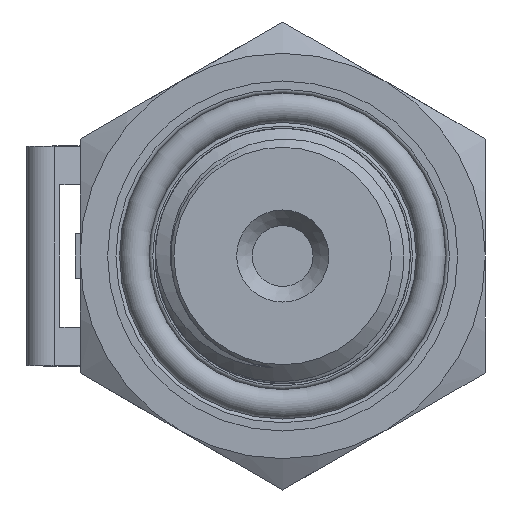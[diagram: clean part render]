
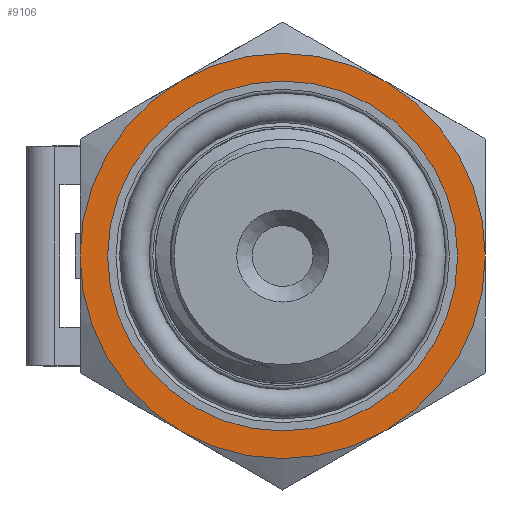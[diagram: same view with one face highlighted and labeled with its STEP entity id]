
A CAD part, left-side view. The second image highlights one B-rep face of the part: STEP entity #9106.
In plain terms, the highlighted planar face has unit normal (-1, 0, 0).
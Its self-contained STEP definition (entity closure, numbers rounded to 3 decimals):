
#435=FACE_BOUND('',#1544,.T.);
#507=PLANE('',#9490);
#985=FACE_OUTER_BOUND('',#1543,.T.);
#1543=EDGE_LOOP('',(#7820,#7821,#7822,#7823,#7824,#7825));
#1544=EDGE_LOOP('',(#7826));
#1789=CIRCLE('',#9423,11.);
#1790=CIRCLE('',#9425,11.);
#1791=CIRCLE('',#9427,11.);
#1792=CIRCLE('',#9429,11.);
#1793=CIRCLE('',#9431,11.);
#1794=CIRCLE('',#9433,11.);
#1822=CIRCLE('',#9489,9.5);
#4250=VERTEX_POINT('',#20790);
#4251=VERTEX_POINT('',#20794);
#4253=VERTEX_POINT('',#20801);
#4255=VERTEX_POINT('',#20811);
#4257=VERTEX_POINT('',#20824);
#4259=VERTEX_POINT('',#20834);
#4289=VERTEX_POINT('',#21748);
#5449=EDGE_CURVE('',#4250,#4251,#1789,.T.);
#5452=EDGE_CURVE('',#4253,#4250,#1790,.T.);
#5455=EDGE_CURVE('',#4255,#4253,#1791,.T.);
#5457=EDGE_CURVE('',#4257,#4255,#1792,.T.);
#5460=EDGE_CURVE('',#4259,#4257,#1793,.T.);
#5463=EDGE_CURVE('',#4251,#4259,#1794,.T.);
#5518=EDGE_CURVE('',#4289,#4289,#1822,.T.);
#7820=ORIENTED_EDGE('',*,*,#5463,.T.);
#7821=ORIENTED_EDGE('',*,*,#5460,.T.);
#7822=ORIENTED_EDGE('',*,*,#5457,.T.);
#7823=ORIENTED_EDGE('',*,*,#5455,.T.);
#7824=ORIENTED_EDGE('',*,*,#5452,.T.);
#7825=ORIENTED_EDGE('',*,*,#5449,.T.);
#7826=ORIENTED_EDGE('',*,*,#5518,.T.);
#9106=ADVANCED_FACE('',(#985,#435),#507,.T.);
#9423=AXIS2_PLACEMENT_3D('',#20798,#10281,#10282);
#9425=AXIS2_PLACEMENT_3D('',#20808,#10285,#10286);
#9427=AXIS2_PLACEMENT_3D('',#20818,#10289,#10290);
#9429=AXIS2_PLACEMENT_3D('',#20825,#10293,#10294);
#9431=AXIS2_PLACEMENT_3D('',#20835,#10297,#10298);
#9433=AXIS2_PLACEMENT_3D('',#20844,#10301,#10302);
#9489=AXIS2_PLACEMENT_3D('',#21749,#10423,#10424);
#9490=AXIS2_PLACEMENT_3D('',#21751,#10426,#10427);
#10281=DIRECTION('center_axis',(-1.,0.,0.));
#10282=DIRECTION('ref_axis',(0.,1.,0.));
#10285=DIRECTION('center_axis',(-1.,0.,0.));
#10286=DIRECTION('ref_axis',(0.,1.,0.));
#10289=DIRECTION('center_axis',(-1.,0.,0.));
#10290=DIRECTION('ref_axis',(0.,1.,0.));
#10293=DIRECTION('center_axis',(-1.,0.,0.));
#10294=DIRECTION('ref_axis',(0.,1.,0.));
#10297=DIRECTION('center_axis',(-1.,0.,0.));
#10298=DIRECTION('ref_axis',(0.,1.,0.));
#10301=DIRECTION('center_axis',(-1.,0.,0.));
#10302=DIRECTION('ref_axis',(0.,1.,0.));
#10423=DIRECTION('center_axis',(1.,0.,0.));
#10424=DIRECTION('ref_axis',(0.,0.,-1.));
#10426=DIRECTION('center_axis',(-1.,0.,0.));
#10427=DIRECTION('ref_axis',(0.,0.,1.));
#20790=CARTESIAN_POINT('',(-36.6,5.5,9.526));
#20794=CARTESIAN_POINT('',(-36.6,11.,0.));
#20798=CARTESIAN_POINT('Origin',(-36.6,0.,0.));
#20801=CARTESIAN_POINT('',(-36.6,-5.5,9.526));
#20808=CARTESIAN_POINT('Origin',(-36.6,0.,0.));
#20811=CARTESIAN_POINT('',(-36.6,-11.,0.));
#20818=CARTESIAN_POINT('Origin',(-36.6,0.,0.));
#20824=CARTESIAN_POINT('',(-36.6,-5.5,-9.526));
#20825=CARTESIAN_POINT('Origin',(-36.6,0.,0.));
#20834=CARTESIAN_POINT('',(-36.6,5.5,-9.526));
#20835=CARTESIAN_POINT('Origin',(-36.6,0.,0.));
#20844=CARTESIAN_POINT('Origin',(-36.6,0.,0.));
#21748=CARTESIAN_POINT('',(-36.6,-9.5,0.));
#21749=CARTESIAN_POINT('Origin',(-36.6,0.,0.));
#21751=CARTESIAN_POINT('Origin',(-36.6,11.,0.));
